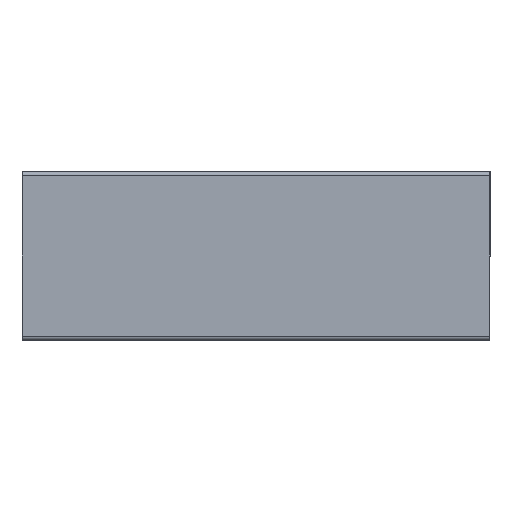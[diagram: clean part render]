
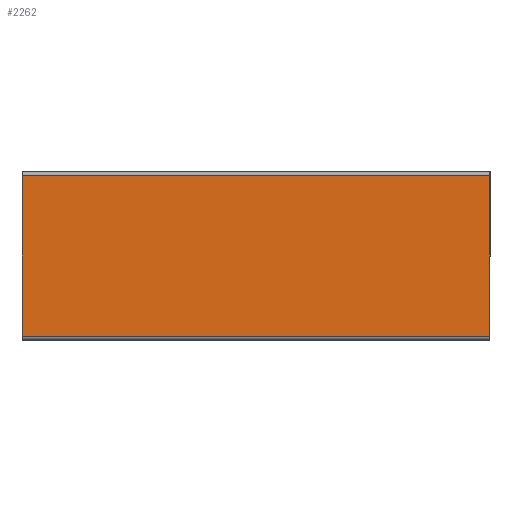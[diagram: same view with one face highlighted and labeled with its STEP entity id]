
A CAD part, left-side view. The second image highlights one B-rep face of the part: STEP entity #2262.
In plain terms, the highlighted planar face has unit normal (-1, 0, 0).
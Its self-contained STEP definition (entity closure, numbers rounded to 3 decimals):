
#46 = FACE_OUTER_BOUND ( 'NONE', #998, .T. ) ;
#70 = VERTEX_POINT ( 'NONE', #861 ) ;
#152 = DIRECTION ( 'NONE',  ( 0., 0., -1. ) ) ;
#356 = ORIENTED_EDGE ( 'NONE', *, *, #718, .T. ) ;
#414 = DIRECTION ( 'NONE',  ( 1., 0., 0. ) ) ;
#455 = DIRECTION ( 'NONE',  ( 0., 0., -1. ) ) ;
#579 = DIRECTION ( 'NONE',  ( 0., -1., 0. ) ) ;
#586 = EDGE_CURVE ( 'NONE', #2940, #70, #2485, .T. ) ;
#718 = EDGE_CURVE ( 'NONE', #70, #2560, #847, .T. ) ;
#726 = DIRECTION ( 'NONE',  ( 0., 0., -1. ) ) ;
#734 = CARTESIAN_POINT ( 'NONE',  ( -0.3, 0.44, 1.25 ) ) ;
#741 = ORIENTED_EDGE ( 'NONE', *, *, #2688, .F. ) ;
#847 = LINE ( 'NONE', #3010, #2403 ) ;
#861 = CARTESIAN_POINT ( 'NONE',  ( -0.3, 0.44, 0. ) ) ;
#892 = CARTESIAN_POINT ( 'NONE',  ( -0.3, 0.01, 1.25 ) ) ;
#911 = AXIS2_PLACEMENT_3D ( 'NONE', #892, #414, #152 ) ;
#956 = DIRECTION ( 'NONE',  ( 0., -1., 0. ) ) ;
#998 = EDGE_LOOP ( 'NONE', ( #356, #741, #1321, #1986 ) ) ;
#1001 = CARTESIAN_POINT ( 'NONE',  ( -0.3, 0.01, 1.25 ) ) ;
#1245 = VERTEX_POINT ( 'NONE', #2278 ) ;
#1321 = ORIENTED_EDGE ( 'NONE', *, *, #2026, .F. ) ;
#1676 = VECTOR ( 'NONE', #726, 1000. ) ;
#1986 = ORIENTED_EDGE ( 'NONE', *, *, #586, .T. ) ;
#2026 = EDGE_CURVE ( 'NONE', #2940, #1245, #2275, .T. ) ;
#2199 = CARTESIAN_POINT ( 'NONE',  ( -0.3, 0.44, 1.25 ) ) ;
#2262 = ADVANCED_FACE ( 'NONE', ( #46 ), #3089, .F. ) ;
#2275 = LINE ( 'NONE', #1001, #2437 ) ;
#2278 = CARTESIAN_POINT ( 'NONE',  ( -0.3, 0.01, 1.25 ) ) ;
#2382 = CARTESIAN_POINT ( 'NONE',  ( -0.3, 0.01, 1.25 ) ) ;
#2403 = VECTOR ( 'NONE', #579, 1000. ) ;
#2437 = VECTOR ( 'NONE', #956, 1000. ) ;
#2467 = VECTOR ( 'NONE', #455, 1000. ) ;
#2485 = LINE ( 'NONE', #734, #1676 ) ;
#2560 = VERTEX_POINT ( 'NONE', #2575 ) ;
#2575 = CARTESIAN_POINT ( 'NONE',  ( -0.3, 0.01, 0. ) ) ;
#2688 = EDGE_CURVE ( 'NONE', #1245, #2560, #2717, .T. ) ;
#2717 = LINE ( 'NONE', #2382, #2467 ) ;
#2940 = VERTEX_POINT ( 'NONE', #2199 ) ;
#3010 = CARTESIAN_POINT ( 'NONE',  ( -0.3, 0.01, 0. ) ) ;
#3089 = PLANE ( 'NONE',  #911 ) ;
